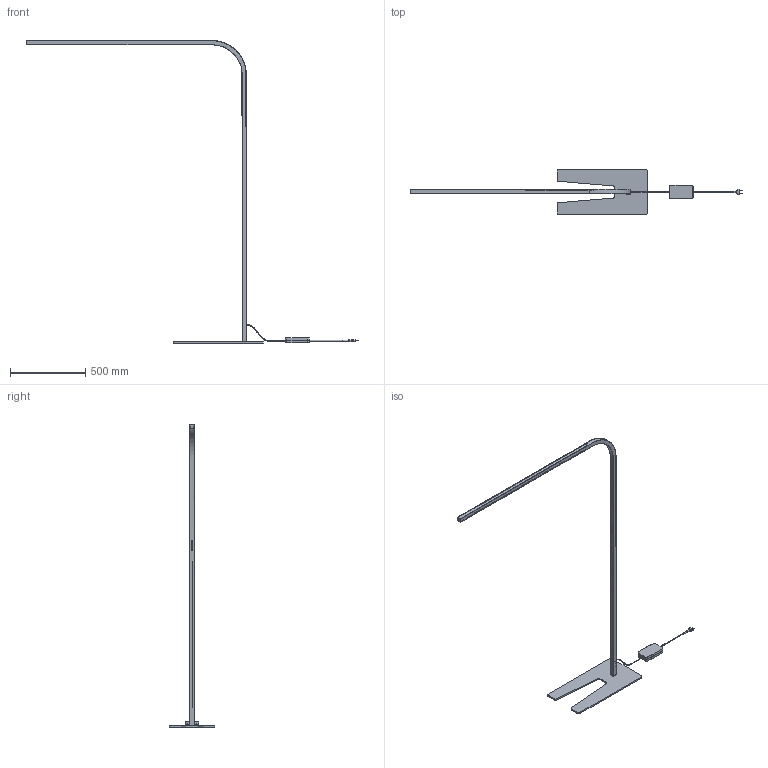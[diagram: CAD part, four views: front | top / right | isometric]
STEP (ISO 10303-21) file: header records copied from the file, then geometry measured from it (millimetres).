
FILE_DESCRIPTION(/* description */ (''),/* implementation_level */ '2;1');
FILE_NAME(/* name */ 'Turn Around Floor.3ds',/* time_stamp */ '2024-12-11T16:31:20+01:00',/* author */ (''),/* organization */ (''),/* preprocessor_version */ 'ST-DEVELOPER v16.5',/* originating_system */ 'Rhino 7.37',/* authorisation */ '');
FILE_SCHEMA (('AUTOMOTIVE_DESIGN'));
Products named in the file (10): Document; Blocco 04; Blocco 05; Blocco 24; Blocco 25; Blocco 26; Blocco 31; Blocco 32; Blocco 33; Blocco 34
Assembly tree (9 placements, depth 2):
  Document
    Blocco 04
    Blocco 05
    Blocco 24
    Blocco 25
    Blocco 26
    Blocco 31
    Blocco 32
    Blocco 33
    Blocco 34
Bounding box: 2211.92 x 300 x 2017.03 mm (x, y, z)
Volume: 1910005.1 mm3; surface area: 840772.7 mm2
Topology: 10 solids, 217 shells, 3176 faces, 8268 edges, 5210 vertices
Faces by surface type: bspline 1417, cylinder 1232, plane 527
Entity records: 252549 total; most frequent: CARTESIAN_POINT 173525, ORIENTED_EDGE 15106, EDGE_CURVE 8111, B_SPLINE_CURVE_WITH_KNOTS 6895, VERTEX_POINT 5209, COLOUR_RGB 3372, FILL_AREA_STYLE_COLOUR 3372, FILL_AREA_STYLE 3372
